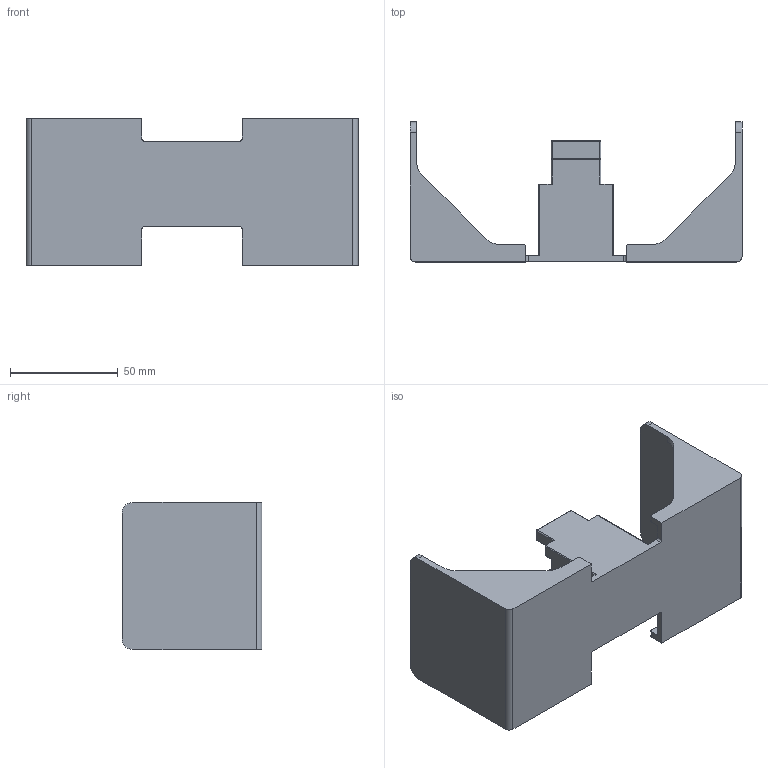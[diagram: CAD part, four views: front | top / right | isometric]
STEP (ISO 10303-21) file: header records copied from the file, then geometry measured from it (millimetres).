
FILE_DESCRIPTION (( 'STEP AP214' ), '1' );
FILE_NAME ('Machine-Housing.STEP', '2021-11-16T04:34:00', ( '' ), ( '' ), 'SwSTEP 2.0', 'SolidWorks 2020', '' );
FILE_SCHEMA (( 'AUTOMOTIVE_DESIGN' ));
Length unit declared in the file: millimetre
Products named in the file (1): Machine-Housing
Bounding box: 154.3 x 65 x 68.4 mm (x, y, z)
Volume: 84988.3 mm3; surface area: 55504.2 mm2
Topology: 1 solids, 1 shells, 153 faces, 391 edges, 238 vertices
Faces by surface type: cylinder 60, plane 57, cone 28, sphere 8
Entity records: 4589 total; most frequent: DIRECTION 837, CARTESIAN_POINT 785, ORIENTED_EDGE 766, EDGE_CURVE 383, AXIS2_PLACEMENT_3D 302, VERTEX_POINT 238, VECTOR 233, LINE 233
